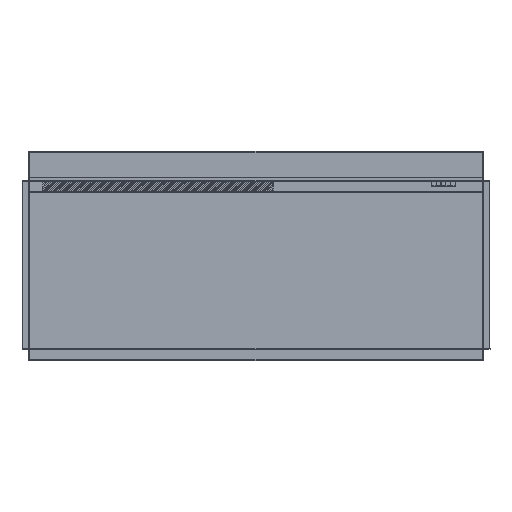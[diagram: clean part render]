
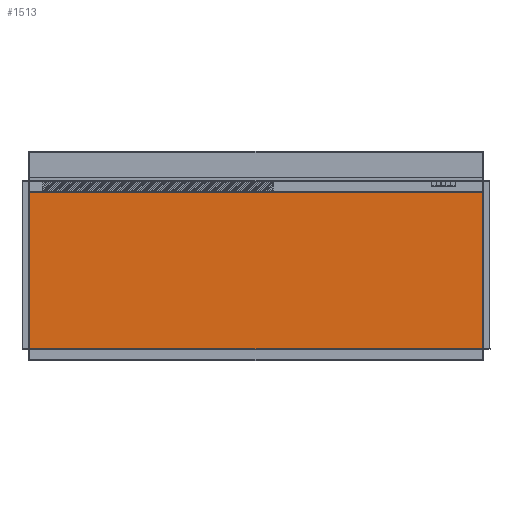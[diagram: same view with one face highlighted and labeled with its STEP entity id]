
A CAD part, top view. The second image highlights one B-rep face of the part: STEP entity #1513.
In plain terms, the highlighted planar face has unit normal (0, 0, 1).
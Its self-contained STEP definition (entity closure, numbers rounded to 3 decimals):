
#1513 = ADVANCED_FACE ( 'NONE', ( #22540 ), #13010, .F. ) ;
#3647 = LINE ( 'NONE', #15383, #19409 ) ;
#5399 = AXIS2_PLACEMENT_3D ( 'NONE', #17017, #10821, #10939 ) ;
#5834 = CARTESIAN_POINT ( 'NONE',  ( 499., 24.263, -1. ) ) ;
#7539 = VERTEX_POINT ( 'NONE', #13678 ) ;
#7805 = EDGE_CURVE ( 'NONE', #7539, #15612, #11538, .T. ) ;
#8228 = CARTESIAN_POINT ( 'NONE',  ( 499., 370., -1. ) ) ;
#10039 = ORIENTED_EDGE ( 'NONE', *, *, #7805, .F. ) ;
#10550 = CARTESIAN_POINT ( 'NONE',  ( -499., 24.263, -1. ) ) ;
#10821 = DIRECTION ( 'NONE',  ( 0., 0., -1. ) ) ;
#10939 = DIRECTION ( 'NONE',  ( -1., 0., 0. ) ) ;
#11500 = VECTOR ( 'NONE', #21554, 1000. ) ;
#11538 = LINE ( 'NONE', #20960, #21689 ) ;
#12397 = VECTOR ( 'NONE', #21547, 1000. ) ;
#13010 = PLANE ( 'NONE',  #5399 ) ;
#13678 = CARTESIAN_POINT ( 'NONE',  ( 499., 24.263, -1. ) ) ;
#13815 = ORIENTED_EDGE ( 'NONE', *, *, #17822, .F. ) ;
#14187 = VERTEX_POINT ( 'NONE', #15337 ) ;
#14426 = ORIENTED_EDGE ( 'NONE', *, *, #21605, .F. ) ;
#15337 = CARTESIAN_POINT ( 'NONE',  ( -499., 370., -1. ) ) ;
#15383 = CARTESIAN_POINT ( 'NONE',  ( 499., 370., -1. ) ) ;
#15594 = ORIENTED_EDGE ( 'NONE', *, *, #24162, .T. ) ;
#15612 = VERTEX_POINT ( 'NONE', #10550 ) ;
#16962 = CARTESIAN_POINT ( 'NONE',  ( -499., 24.263, -1. ) ) ;
#17017 = CARTESIAN_POINT ( 'NONE',  ( 499., 24.263, -1. ) ) ;
#17131 = VERTEX_POINT ( 'NONE', #8228 ) ;
#17191 = DIRECTION ( 'NONE',  ( 1., 0., 0. ) ) ;
#17822 = EDGE_CURVE ( 'NONE', #15612, #14187, #21668, .T. ) ;
#19274 = DIRECTION ( 'NONE',  ( -1., 0., 0. ) ) ;
#19409 = VECTOR ( 'NONE', #17191, 1000. ) ;
#20960 = CARTESIAN_POINT ( 'NONE',  ( 499., 24.263, -1. ) ) ;
#21547 = DIRECTION ( 'NONE',  ( 0., 1., 0. ) ) ;
#21554 = DIRECTION ( 'NONE',  ( 0., 1., 0. ) ) ;
#21605 = EDGE_CURVE ( 'NONE', #14187, #17131, #3647, .T. ) ;
#21668 = LINE ( 'NONE', #16962, #12397 ) ;
#21689 = VECTOR ( 'NONE', #19274, 1000. ) ;
#22540 = FACE_OUTER_BOUND ( 'NONE', #23410, .T. ) ;
#23410 = EDGE_LOOP ( 'NONE', ( #15594, #14426, #13815, #10039 ) ) ;
#24162 = EDGE_CURVE ( 'NONE', #7539, #17131, #25426, .T. ) ;
#25426 = LINE ( 'NONE', #5834, #11500 ) ;
